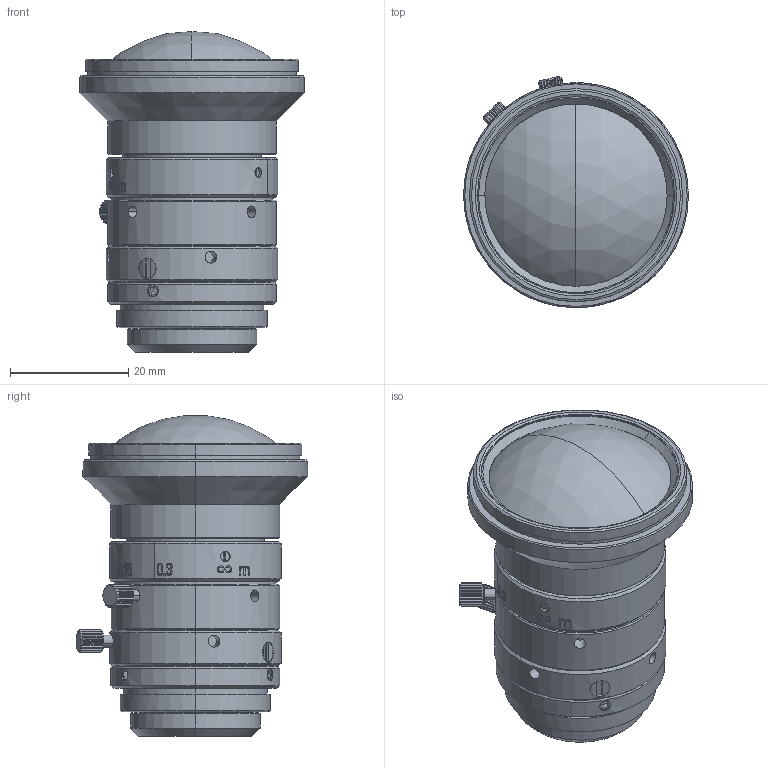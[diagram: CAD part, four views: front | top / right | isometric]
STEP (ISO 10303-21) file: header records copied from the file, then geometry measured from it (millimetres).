
FILE_DESCRIPTION(('CATIA V5 STEP Exchange'),'2;1');
FILE_NAME('ED018_INF.stp','2024-09-30T08:54:25+00:00',('none'),('none'),'CATIA Version 5-6 Release 2017 SP5 HF45','CATIA V5 STEP AP203','none');
FILE_SCHEMA(('CONFIG_CONTROL_DESIGN'));
Length unit declared in the file: millimetre
Products named in the file (1): ED018_INF
Bounding box: 38 x 39.13 x 54.18 mm (x, y, z)
Volume: 29692.9 mm3; surface area: 11947.6 mm2
Topology: 1 solids, 1 shells, 880 faces, 2382 edges, 1569 vertices
Faces by surface type: bspline 436, plane 223, cylinder 153, cone 60, torus 4, sphere 4
Entity records: 30183 total; most frequent: CARTESIAN_POINT 13298, ORIENTED_EDGE 4764, EDGE_CURVE 2382, B_SPLINE_CURVE_WITH_KNOTS 1609, VERTEX_POINT 1569, DIRECTION 1255, EDGE_LOOP 957, ADVANCED_FACE 880
